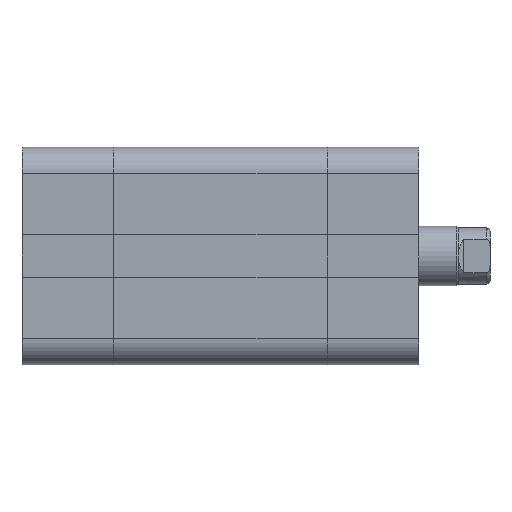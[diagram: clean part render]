
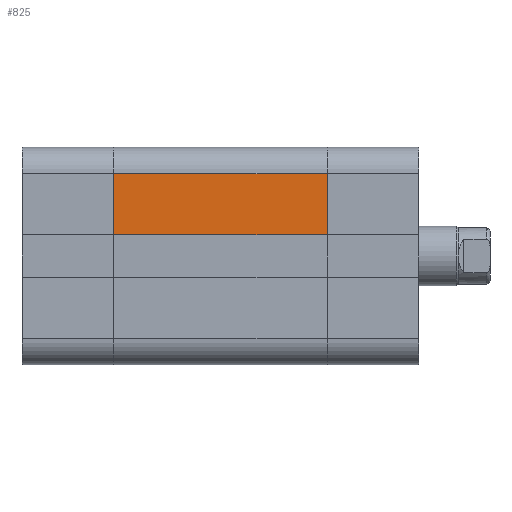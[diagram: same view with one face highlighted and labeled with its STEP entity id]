
A CAD part, front view. The second image highlights one B-rep face of the part: STEP entity #825.
In plain terms, the highlighted planar face has unit normal (0, -1, 0).
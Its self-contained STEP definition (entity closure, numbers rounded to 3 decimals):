
#478 = EDGE_CURVE ( 'NONE', #2237, #2219, #4218, .T. ) ;
#480 = EDGE_CURVE ( 'NONE', #2219, #2214, #4206, .T. ) ;
#653 = EDGE_CURVE ( 'NONE', #2431, #2214, #4765, .T. ) ;
#825 = ADVANCED_FACE ( 'NONE', ( #5750 ), #5593, .T. ) ;
#1314 = CARTESIAN_POINT ( 'NONE',  ( -11., -14.5, -28.5 ) ) ;
#1315 = DIRECTION ( 'NONE',  ( 0., 0., 1. ) ) ;
#2153 = DIRECTION ( 'NONE',  ( 1., 0., 0. ) ) ;
#2214 = VERTEX_POINT ( 'NONE', #7183 ) ;
#2218 = CARTESIAN_POINT ( 'NONE',  ( -11., -14.5, 0. ) ) ;
#2219 = VERTEX_POINT ( 'NONE', #7186 ) ;
#2237 = VERTEX_POINT ( 'NONE', #7198 ) ;
#2431 = VERTEX_POINT ( 'NONE', #7308 ) ;
#2519 = CARTESIAN_POINT ( 'NONE',  ( -11., -14.5, -28.5 ) ) ;
#2544 = DIRECTION ( 'NONE',  ( 1., 0., 0. ) ) ;
#2824 = DIRECTION ( 'NONE',  ( 0., 0., 1. ) ) ;
#2840 = CARTESIAN_POINT ( 'NONE',  ( -2.85, -14.5, -28.5 ) ) ;
#3463 = EDGE_LOOP ( 'NONE', ( #3953, #3956, #3964, #3984 ) ) ;
#3953 = ORIENTED_EDGE ( 'NONE', *, *, #480, .T. ) ;
#3956 = ORIENTED_EDGE ( 'NONE', *, *, #653, .F. ) ;
#3964 = ORIENTED_EDGE ( 'NONE', *, *, #4359, .F. ) ;
#3984 = ORIENTED_EDGE ( 'NONE', *, *, #478, .T. ) ;
#4206 = LINE ( 'NONE', #2840, #4212 ) ;
#4212 = VECTOR ( 'NONE', #2824, 1000. ) ;
#4218 = LINE ( 'NONE', #2519, #4220 ) ;
#4220 = VECTOR ( 'NONE', #2544, 1000. ) ;
#4359 = EDGE_CURVE ( 'NONE', #2237, #2431, #6729, .T. ) ;
#4716 = AXIS2_PLACEMENT_3D ( 'NONE', #5587, #5327, #5325 ) ;
#4765 = LINE ( 'NONE', #2218, #4821 ) ;
#4821 = VECTOR ( 'NONE', #2153, 1000. ) ;
#5325 = DIRECTION ( 'NONE',  ( 0., 0., -1. ) ) ;
#5327 = DIRECTION ( 'NONE',  ( 0., -1., 0. ) ) ;
#5587 = CARTESIAN_POINT ( 'NONE',  ( -11., -14.5, -28.5 ) ) ;
#5593 = PLANE ( 'NONE',  #4716 ) ;
#5750 = FACE_OUTER_BOUND ( 'NONE', #3463, .T. ) ;
#6729 = LINE ( 'NONE', #1314, #6736 ) ;
#6736 = VECTOR ( 'NONE', #1315, 1000. ) ;
#7183 = CARTESIAN_POINT ( 'NONE',  ( -2.85, -14.5, 0. ) ) ;
#7186 = CARTESIAN_POINT ( 'NONE',  ( -2.85, -14.5, -28.5 ) ) ;
#7198 = CARTESIAN_POINT ( 'NONE',  ( -11., -14.5, -28.5 ) ) ;
#7308 = CARTESIAN_POINT ( 'NONE',  ( -11., -14.5, 0. ) ) ;
